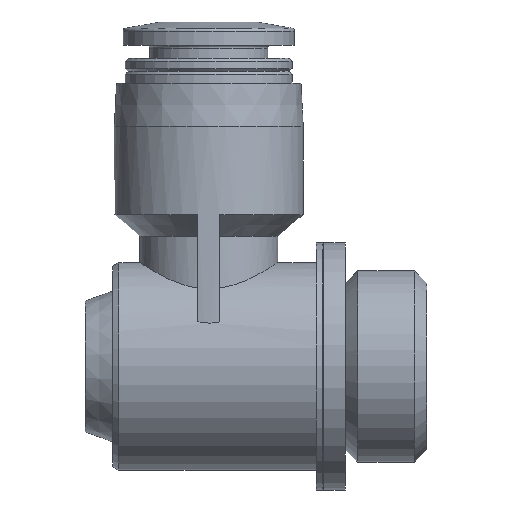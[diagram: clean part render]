
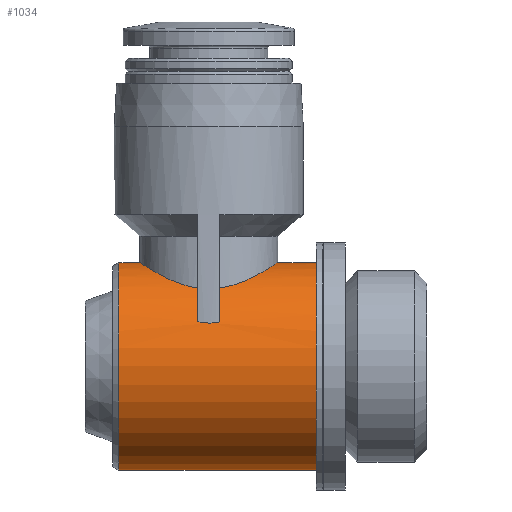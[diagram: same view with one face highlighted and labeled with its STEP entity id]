
A CAD part, left-side view. The second image highlights one B-rep face of the part: STEP entity #1034.
In plain terms, the highlighted cylindrical face has radius 7.15 mm (diameter 14.3 mm), a full revolution.
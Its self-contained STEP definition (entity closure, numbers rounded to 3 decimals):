
#98=B_SPLINE_CURVE_WITH_KNOTS('',3,(#1426,#1427,#1428,#1429,#1430,#1431,
#1432,#1433,#1434,#1435,#1436),.UNSPECIFIED.,.F.,.F.,(4,1,1,1,1,1,1,1,4),
(0.008,0.01,0.012,0.014,
0.015,0.017,0.019,0.021,
0.022),.UNSPECIFIED.);
#99=B_SPLINE_CURVE_WITH_KNOTS('',3,(#1440,#1441,#1442,#1443),
 .UNSPECIFIED.,.F.,.F.,(4,4),(0.,0.002),
 .UNSPECIFIED.);
#100=B_SPLINE_CURVE_WITH_KNOTS('',3,(#1447,#1448,#1449,#1450,#1451,#1452,
#1453,#1454,#1455,#1456,#1457),.UNSPECIFIED.,.F.,.F.,(4,1,1,1,1,1,1,1,4),
(0.024,0.025,0.027,0.029,
0.031,0.032,0.034,0.036,
0.038),.UNSPECIFIED.);
#101=B_SPLINE_CURVE_WITH_KNOTS('',3,(#1461,#1462,#1463,#1464),
 .UNSPECIFIED.,.F.,.F.,(4,4),(0.,0.002),
 .UNSPECIFIED.);
#116=ORIENTED_EDGE('',*,*,#276,.F.);
#117=ORIENTED_EDGE('',*,*,#277,.T.);
#118=ORIENTED_EDGE('',*,*,#278,.F.);
#119=ORIENTED_EDGE('',*,*,#279,.F.);
#120=ORIENTED_EDGE('',*,*,#280,.F.);
#121=ORIENTED_EDGE('',*,*,#281,.F.);
#122=ORIENTED_EDGE('',*,*,#282,.F.);
#123=ORIENTED_EDGE('',*,*,#283,.F.);
#124=ORIENTED_EDGE('',*,*,#284,.F.);
#125=ORIENTED_EDGE('',*,*,#285,.F.);
#276=EDGE_CURVE('',#356,#356,#420,.T.);
#277=EDGE_CURVE('',#357,#357,#421,.T.);
#278=EDGE_CURVE('',#358,#359,#422,.T.);
#279=EDGE_CURVE('',#360,#358,#98,.T.);
#280=EDGE_CURVE('',#361,#360,#423,.T.);
#281=EDGE_CURVE('',#362,#361,#99,.T.);
#282=EDGE_CURVE('',#363,#362,#424,.T.);
#283=EDGE_CURVE('',#364,#363,#100,.T.);
#284=EDGE_CURVE('',#365,#364,#425,.T.);
#285=EDGE_CURVE('',#359,#365,#101,.T.);
#356=VERTEX_POINT('',#1420);
#357=VERTEX_POINT('',#1422);
#358=VERTEX_POINT('',#1424);
#359=VERTEX_POINT('',#1425);
#360=VERTEX_POINT('',#1437);
#361=VERTEX_POINT('',#1439);
#362=VERTEX_POINT('',#1444);
#363=VERTEX_POINT('',#1446);
#364=VERTEX_POINT('',#1458);
#365=VERTEX_POINT('',#1460);
#420=CIRCLE('',#1096,7.15);
#421=CIRCLE('',#1097,7.15);
#422=CIRCLE('',#1098,7.15);
#423=CIRCLE('',#1099,7.15);
#424=CIRCLE('',#1100,7.15);
#425=CIRCLE('',#1101,7.15);
#465=EDGE_LOOP('',(#116));
#466=EDGE_LOOP('',(#117));
#467=EDGE_LOOP('',(#118,#119,#120,#121,#122,#123,#124,#125));
#556=FACE_BOUND('',#465,.T.);
#557=FACE_BOUND('',#466,.T.);
#558=FACE_BOUND('',#467,.T.);
#646=CYLINDRICAL_SURFACE('',#1095,7.15);
#1034=ADVANCED_FACE('',(#556,#557,#558),#646,.T.);
#1095=AXIS2_PLACEMENT_3D('',#1418,#1200,#1201);
#1096=AXIS2_PLACEMENT_3D('',#1419,#1202,#1203);
#1097=AXIS2_PLACEMENT_3D('',#1421,#1204,#1205);
#1098=AXIS2_PLACEMENT_3D('',#1423,#1206,#1207);
#1099=AXIS2_PLACEMENT_3D('',#1438,#1208,#1209);
#1100=AXIS2_PLACEMENT_3D('',#1445,#1210,#1211);
#1101=AXIS2_PLACEMENT_3D('',#1459,#1212,#1213);
#1200=DIRECTION('',(0.,-1.,0.));
#1201=DIRECTION('',(0.,0.,-1.));
#1202=DIRECTION('',(0.,-1.,0.));
#1203=DIRECTION('',(0.,0.,-1.));
#1204=DIRECTION('',(0.,-1.,0.));
#1205=DIRECTION('',(0.,0.,-1.));
#1206=DIRECTION('',(0.,-1.,0.));
#1207=DIRECTION('',(0.,0.,-1.));
#1208=DIRECTION('',(0.,-1.,0.));
#1209=DIRECTION('',(0.,0.,-1.));
#1210=DIRECTION('',(0.,1.,0.));
#1211=DIRECTION('',(0.,0.,1.));
#1212=DIRECTION('',(0.,1.,0.));
#1213=DIRECTION('',(0.,0.,1.));
#1418=CARTESIAN_POINT('',(0.,-15.,0.));
#1419=CARTESIAN_POINT('',(0.,-7.4,0.));
#1420=CARTESIAN_POINT('',(0.,-7.4,-7.15));
#1421=CARTESIAN_POINT('',(0.,6.187,0.));
#1422=CARTESIAN_POINT('',(0.,6.187,-7.15));
#1423=CARTESIAN_POINT('',(0.,0.75,0.));
#1424=CARTESIAN_POINT('',(-4.69,0.75,5.397));
#1425=CARTESIAN_POINT('',(-6.457,0.75,3.072));
#1426=CARTESIAN_POINT('',(4.69,0.75,5.397));
#1427=CARTESIAN_POINT('',(4.6,1.318,5.475));
#1428=CARTESIAN_POINT('',(4.213,2.393,5.806));
#1429=CARTESIAN_POINT('',(3.173,3.658,6.457));
#1430=CARTESIAN_POINT('',(1.74,4.53,7.001));
#1431=CARTESIAN_POINT('',(0.003,4.859,7.224));
#1432=CARTESIAN_POINT('',(-1.734,4.533,7.003));
#1433=CARTESIAN_POINT('',(-3.178,3.655,6.455));
#1434=CARTESIAN_POINT('',(-4.215,2.389,5.805));
#1435=CARTESIAN_POINT('',(-4.6,1.317,5.475));
#1436=CARTESIAN_POINT('',(-4.69,0.75,5.397));
#1437=CARTESIAN_POINT('',(4.69,0.75,5.397));
#1438=CARTESIAN_POINT('',(0.,0.75,0.));
#1439=CARTESIAN_POINT('',(6.457,0.75,3.072));
#1440=CARTESIAN_POINT('',(6.457,-0.75,3.072));
#1441=CARTESIAN_POINT('',(6.514,-0.258,2.952));
#1442=CARTESIAN_POINT('',(6.514,0.258,2.951));
#1443=CARTESIAN_POINT('',(6.457,0.75,3.072));
#1444=CARTESIAN_POINT('',(6.457,-0.75,3.072));
#1445=CARTESIAN_POINT('',(0.,-0.75,0.));
#1446=CARTESIAN_POINT('',(4.69,-0.75,5.397));
#1447=CARTESIAN_POINT('',(-4.69,-0.75,5.397));
#1448=CARTESIAN_POINT('',(-4.6,-1.317,5.475));
#1449=CARTESIAN_POINT('',(-4.215,-2.39,5.805));
#1450=CARTESIAN_POINT('',(-3.171,-3.659,6.458));
#1451=CARTESIAN_POINT('',(-1.742,-4.53,7.001));
#1452=CARTESIAN_POINT('',(0.008,-4.86,7.225));
#1453=CARTESIAN_POINT('',(1.743,-4.529,7.));
#1454=CARTESIAN_POINT('',(3.181,-3.652,6.454));
#1455=CARTESIAN_POINT('',(4.216,-2.386,5.804));
#1456=CARTESIAN_POINT('',(4.6,-1.317,5.475));
#1457=CARTESIAN_POINT('',(4.69,-0.75,5.397));
#1458=CARTESIAN_POINT('',(-4.69,-0.75,5.397));
#1459=CARTESIAN_POINT('',(0.,-0.75,0.));
#1460=CARTESIAN_POINT('',(-6.457,-0.75,3.072));
#1461=CARTESIAN_POINT('',(-6.457,0.75,3.072));
#1462=CARTESIAN_POINT('',(-6.514,0.258,2.952));
#1463=CARTESIAN_POINT('',(-6.514,-0.258,2.951));
#1464=CARTESIAN_POINT('',(-6.457,-0.75,3.072));
